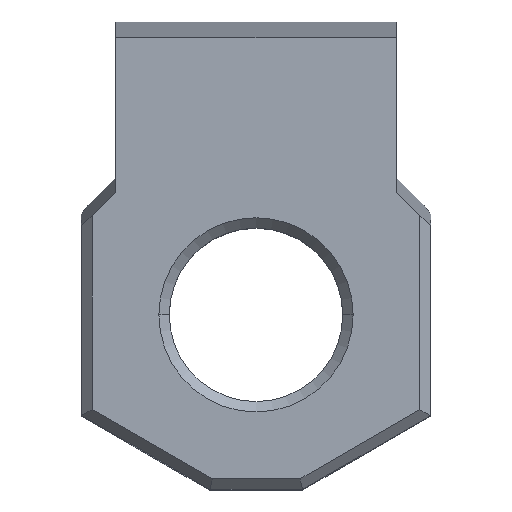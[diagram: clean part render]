
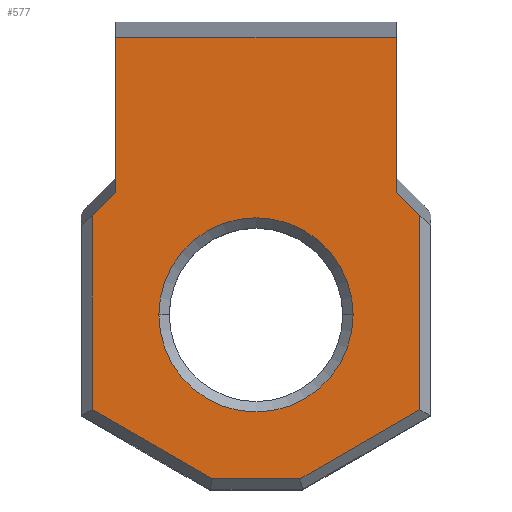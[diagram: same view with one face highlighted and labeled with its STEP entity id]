
A CAD part, top view. The second image highlights one B-rep face of the part: STEP entity #577.
In plain terms, the highlighted planar face has unit normal (0, 0, 1).
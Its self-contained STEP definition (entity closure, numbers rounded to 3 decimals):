
#8 = VERTEX_POINT ( 'NONE', #713 ) ;
#43 = CARTESIAN_POINT ( 'NONE',  ( -2.8, 5.04, 9. ) ) ;
#54 = EDGE_CURVE ( 'NONE', #1050, #197, #1134, .T. ) ;
#55 = ORIENTED_EDGE ( 'NONE', *, *, #241, .T. ) ;
#119 = ORIENTED_EDGE ( 'NONE', *, *, #54, .T. ) ;
#122 = DIRECTION ( 'NONE',  ( -1., 0., 0. ) ) ;
#129 = ORIENTED_EDGE ( 'NONE', *, *, #440, .T. ) ;
#130 = CARTESIAN_POINT ( 'NONE',  ( 1.267, 0.31, 9. ) ) ;
#132 = AXIS2_PLACEMENT_3D ( 'NONE', #1194, #1196, #1200 ) ;
#135 = VERTEX_POINT ( 'NONE', #1242 ) ;
#170 = CARTESIAN_POINT ( 'NONE',  ( -1.257, 0.31, 9. ) ) ;
#197 = VERTEX_POINT ( 'NONE', #795 ) ;
#206 = LINE ( 'NONE', #212, #269 ) ;
#212 = CARTESIAN_POINT ( 'NONE',  ( 4.049, 0., 9. ) ) ;
#218 = DIRECTION ( 'NONE',  ( 1., 0., 0. ) ) ;
#219 = DIRECTION ( 'NONE',  ( 0., -1., 0. ) ) ;
#229 = VECTOR ( 'NONE', #984, 1000. ) ;
#232 = AXIS2_PLACEMENT_3D ( 'NONE', #387, #393, #399 ) ;
#241 = EDGE_CURVE ( 'NONE', #899, #8, #1080, .T. ) ;
#251 = CARTESIAN_POINT ( 'NONE',  ( 4.874, 2.392, 9. ) ) ;
#262 = VECTOR ( 'NONE', #1204, 1000. ) ;
#269 = VECTOR ( 'NONE', #219, 1000. ) ;
#294 = LINE ( 'NONE', #618, #777 ) ;
#304 = ORIENTED_EDGE ( 'NONE', *, *, #783, .T. ) ;
#345 = VERTEX_POINT ( 'NONE', #170 ) ;
#359 = DIRECTION ( 'NONE',  ( 1., 0., 0. ) ) ;
#383 = VECTOR ( 'NONE', #583, 1000. ) ;
#387 = CARTESIAN_POINT ( 'NONE',  ( 0., 5.04, 9. ) ) ;
#392 = CARTESIAN_POINT ( 'NONE',  ( 4.049, 8.57, 9. ) ) ;
#393 = DIRECTION ( 'NONE',  ( 0., 0., -1. ) ) ;
#397 = ORIENTED_EDGE ( 'NONE', *, *, #415, .F. ) ;
#399 = DIRECTION ( 'NONE',  ( 1., 0., 0. ) ) ;
#409 = CARTESIAN_POINT ( 'NONE',  ( -4.725, 2.312, 9. ) ) ;
#415 = EDGE_CURVE ( 'NONE', #135, #1197, #206, .T. ) ;
#419 = VECTOR ( 'NONE', #122, 1000. ) ;
#429 = LINE ( 'NONE', #785, #262 ) ;
#430 = ORIENTED_EDGE ( 'NONE', *, *, #1068, .T. ) ;
#440 = EDGE_CURVE ( 'NONE', #932, #959, #1073, .T. ) ;
#445 = CARTESIAN_POINT ( 'NONE',  ( 2.8, 5.04, 9. ) ) ;
#448 = VERTEX_POINT ( 'NONE', #409 ) ;
#452 = CARTESIAN_POINT ( 'NONE',  ( -4.049, 8.57, 9. ) ) ;
#534 = EDGE_CURVE ( 'NONE', #8, #1197, #872, .T. ) ;
#577 = ADVANCED_FACE ( 'NONE', ( #1170, #1173 ), #1178, .T. ) ;
#578 = LINE ( 'NONE', #976, #419 ) ;
#583 = DIRECTION ( 'NONE',  ( 0.866, 0.5, 0. ) ) ;
#590 = EDGE_CURVE ( 'NONE', #448, #345, #1210, .T. ) ;
#602 = VECTOR ( 'NONE', #878, 1000. ) ;
#612 = VECTOR ( 'NONE', #218, 1000. ) ;
#618 = CARTESIAN_POINT ( 'NONE',  ( -4.725, 0., 9. ) ) ;
#634 = LINE ( 'NONE', #1053, #612 ) ;
#666 = ORIENTED_EDGE ( 'NONE', *, *, #813, .T. ) ;
#677 = CIRCLE ( 'NONE', #1268, 2.8 ) ;
#678 = CARTESIAN_POINT ( 'NONE',  ( 4.725, 2.306, 9. ) ) ;
#698 = ORIENTED_EDGE ( 'NONE', *, *, #1213, .T. ) ;
#710 = DIRECTION ( 'NONE',  ( -0.71, -0.704, 0. ) ) ;
#713 = CARTESIAN_POINT ( 'NONE',  ( 4.725, 7.9, 9. ) ) ;
#735 = VERTEX_POINT ( 'NONE', #970 ) ;
#777 = VECTOR ( 'NONE', #1030, 1000. ) ;
#783 = EDGE_CURVE ( 'NONE', #135, #735, #578, .T. ) ;
#785 = CARTESIAN_POINT ( 'NONE',  ( -4.049, 0., 9. ) ) ;
#795 = CARTESIAN_POINT ( 'NONE',  ( -4.725, 7.9, 9. ) ) ;
#810 = CARTESIAN_POINT ( 'NONE',  ( 0., 5.04, 9. ) ) ;
#813 = EDGE_CURVE ( 'NONE', #822, #899, #1079, .T. ) ;
#822 = VERTEX_POINT ( 'NONE', #130 ) ;
#827 = ORIENTED_EDGE ( 'NONE', *, *, #934, .T. ) ;
#846 = EDGE_CURVE ( 'NONE', #1050, #735, #429, .T. ) ;
#872 = LINE ( 'NONE', #875, #602 ) ;
#875 = CARTESIAN_POINT ( 'NONE',  ( 6.29, 6.349, 9. ) ) ;
#878 = DIRECTION ( 'NONE',  ( -0.71, 0.704, 0. ) ) ;
#899 = VERTEX_POINT ( 'NONE', #678 ) ;
#907 = CARTESIAN_POINT ( 'NONE',  ( 4.725, 7.603, 9. ) ) ;
#932 = VERTEX_POINT ( 'NONE', #43 ) ;
#934 = EDGE_CURVE ( 'NONE', #959, #932, #677, .T. ) ;
#948 = ORIENTED_EDGE ( 'NONE', *, *, #590, .T. ) ;
#959 = VERTEX_POINT ( 'NONE', #445 ) ;
#970 = CARTESIAN_POINT ( 'NONE',  ( -4.049, 13.028, 9. ) ) ;
#976 = CARTESIAN_POINT ( 'NONE',  ( 0., 13.028, 9. ) ) ;
#979 = VECTOR ( 'NONE', #1220, 1000. ) ;
#984 = DIRECTION ( 'NONE',  ( 0., 1., 0. ) ) ;
#1007 = EDGE_LOOP ( 'NONE', ( #827, #129 ) ) ;
#1030 = DIRECTION ( 'NONE',  ( 0., -1., 0. ) ) ;
#1036 = VECTOR ( 'NONE', #710, 1000. ) ;
#1050 = VERTEX_POINT ( 'NONE', #452 ) ;
#1053 = CARTESIAN_POINT ( 'NONE',  ( 1.348, 0.31, 9. ) ) ;
#1056 = ORIENTED_EDGE ( 'NONE', *, *, #846, .F. ) ;
#1068 = EDGE_CURVE ( 'NONE', #197, #448, #294, .T. ) ;
#1073 = CIRCLE ( 'NONE', #232, 2.8 ) ;
#1079 = LINE ( 'NONE', #251, #383 ) ;
#1080 = LINE ( 'NONE', #907, #229 ) ;
#1086 = EDGE_LOOP ( 'NONE', ( #666, #55, #1198, #397, #304, #1056, #119, #430, #948, #698 ) ) ;
#1134 = LINE ( 'NONE', #1251, #1036 ) ;
#1170 = FACE_BOUND ( 'NONE', #1007, .T. ) ;
#1173 = FACE_OUTER_BOUND ( 'NONE', #1086, .T. ) ;
#1178 = PLANE ( 'NONE',  #132 ) ;
#1194 = CARTESIAN_POINT ( 'NONE',  ( 0., 0., 9. ) ) ;
#1196 = DIRECTION ( 'NONE',  ( 0., 0., 1. ) ) ;
#1197 = VERTEX_POINT ( 'NONE', #392 ) ;
#1198 = ORIENTED_EDGE ( 'NONE', *, *, #534, .T. ) ;
#1200 = DIRECTION ( 'NONE',  ( 1., 0., 0. ) ) ;
#1204 = DIRECTION ( 'NONE',  ( 0., 1., 0. ) ) ;
#1210 = LINE ( 'NONE', #1212, #979 ) ;
#1212 = CARTESIAN_POINT ( 'NONE',  ( -1.185, 0.269, 9. ) ) ;
#1213 = EDGE_CURVE ( 'NONE', #345, #822, #634, .T. ) ;
#1220 = DIRECTION ( 'NONE',  ( 0.866, -0.5, 0. ) ) ;
#1233 = DIRECTION ( 'NONE',  ( 0., 0., -1. ) ) ;
#1242 = CARTESIAN_POINT ( 'NONE',  ( 4.049, 13.028, 9. ) ) ;
#1251 = CARTESIAN_POINT ( 'NONE',  ( -6.29, 6.349, 9. ) ) ;
#1268 = AXIS2_PLACEMENT_3D ( 'NONE', #810, #1233, #359 ) ;
